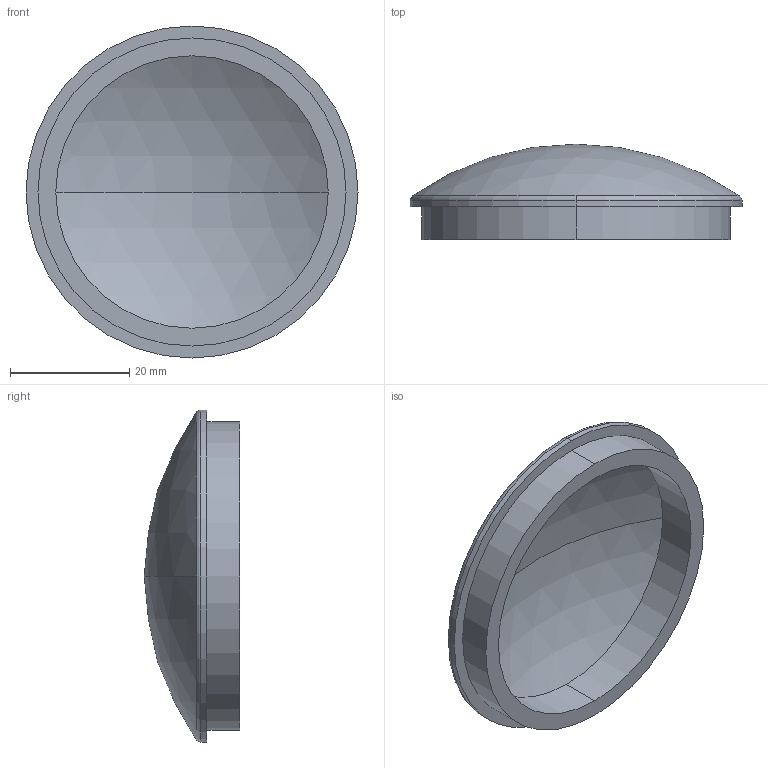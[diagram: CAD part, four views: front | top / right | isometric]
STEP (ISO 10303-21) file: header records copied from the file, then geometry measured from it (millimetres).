
FILE_DESCRIPTION (( 'STEP AP214' ), '1' );
FILE_NAME ('Moyeu volant land rover.STEP', '2019-06-11T09:31:23', ( '' ), ( '' ), 'SwSTEP 2.0', 'SolidWorks 2019', '' );
FILE_SCHEMA (( 'AUTOMOTIVE_DESIGN' ));
Length unit declared in the file: millimetre
Products named in the file (1): Moyeu volant land rover
Bounding box: 55.7 x 16 x 55.7 mm (x, y, z)
Volume: 10261.6 mm3; surface area: 7359.3 mm2
Topology: 1 solids, 1 shells, 14 faces, 30 edges, 20 vertices
Faces by surface type: cylinder 6, sphere 4, torus 2, plane 2
Entity records: 454 total; most frequent: DIRECTION 84, CARTESIAN_POINT 65, ORIENTED_EDGE 60, AXIS2_PLACEMENT_3D 39, EDGE_CURVE 30, CIRCLE 24, VERTEX_POINT 20, EDGE_LOOP 16
